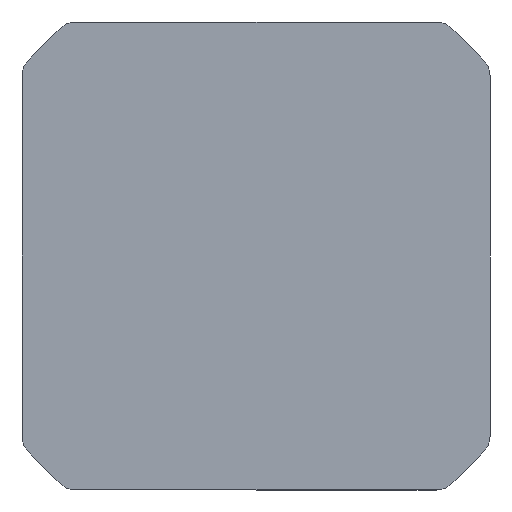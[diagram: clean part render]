
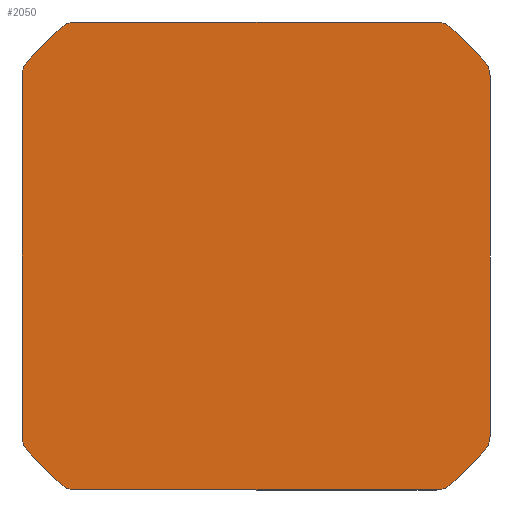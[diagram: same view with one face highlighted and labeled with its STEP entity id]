
A CAD part, front view. The second image highlights one B-rep face of the part: STEP entity #2050.
In plain terms, the highlighted planar face has unit normal (0, -1, 0).
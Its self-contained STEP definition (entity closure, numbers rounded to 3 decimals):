
#16 = AXIS2_PLACEMENT_3D ( 'NONE', #1192, #797, #1173 ) ;
#21 = CARTESIAN_POINT ( 'NONE',  ( -19., 0., 16.172 ) ) ;
#30 = EDGE_CURVE ( 'NONE', #81, #1418, #1370, .T. ) ;
#49 = DIRECTION ( 'NONE',  ( 0., 0., -1. ) ) ;
#52 = CARTESIAN_POINT ( 'NONE',  ( -21., 0., 16.172 ) ) ;
#81 = VERTEX_POINT ( 'NONE', #1484 ) ;
#92 = ORIENTED_EDGE ( 'NONE', *, *, #30, .F. ) ;
#110 = EDGE_CURVE ( 'NONE', #632, #407, #450, .T. ) ;
#119 = VECTOR ( 'NONE', #2124, 1000. ) ;
#138 = AXIS2_PLACEMENT_3D ( 'NONE', #2438, #1843, #2076 ) ;
#180 = DIRECTION ( 'NONE',  ( 0., 0., -1. ) ) ;
#187 = DIRECTION ( 'NONE',  ( 0., -1., 0. ) ) ;
#221 = VERTEX_POINT ( 'NONE', #835 ) ;
#222 = ORIENTED_EDGE ( 'NONE', *, *, #1918, .T. ) ;
#240 = ORIENTED_EDGE ( 'NONE', *, *, #110, .T. ) ;
#248 = EDGE_CURVE ( 'NONE', #632, #2019, #873, .T. ) ;
#250 = CARTESIAN_POINT ( 'NONE',  ( 17.586, 0., -20.414 ) ) ;
#301 = ORIENTED_EDGE ( 'NONE', *, *, #2331, .T. ) ;
#310 = ORIENTED_EDGE ( 'NONE', *, *, #597, .T. ) ;
#315 = LINE ( 'NONE', #1762, #834 ) ;
#333 = CARTESIAN_POINT ( 'NONE',  ( -20.414, 0., -17.586 ) ) ;
#375 = ORIENTED_EDGE ( 'NONE', *, *, #430, .F. ) ;
#390 = ORIENTED_EDGE ( 'NONE', *, *, #248, .F. ) ;
#397 = LINE ( 'NONE', #578, #119 ) ;
#407 = VERTEX_POINT ( 'NONE', #1909 ) ;
#430 = EDGE_CURVE ( 'NONE', #724, #2437, #1765, .T. ) ;
#437 = VERTEX_POINT ( 'NONE', #2135 ) ;
#450 = CIRCLE ( 'NONE', #16, 2. ) ;
#520 = DIRECTION ( 'NONE',  ( 0., 0., -1. ) ) ;
#534 = CIRCLE ( 'NONE', #1692, 2. ) ;
#567 = CARTESIAN_POINT ( 'NONE',  ( 20.414, 0., -17.586 ) ) ;
#578 = CARTESIAN_POINT ( 'NONE',  ( 21., 0., 21. ) ) ;
#587 = CARTESIAN_POINT ( 'NONE',  ( 19., 0., 16.172 ) ) ;
#597 = EDGE_CURVE ( 'NONE', #437, #1757, #1565, .T. ) ;
#614 = AXIS2_PLACEMENT_3D ( 'NONE', #587, #2295, #180 ) ;
#632 = VERTEX_POINT ( 'NONE', #762 ) ;
#701 = CARTESIAN_POINT ( 'NONE',  ( 19., 0., 19. ) ) ;
#722 = AXIS2_PLACEMENT_3D ( 'NONE', #1712, #1126, #1877 ) ;
#724 = VERTEX_POINT ( 'NONE', #995 ) ;
#755 = EDGE_CURVE ( 'NONE', #221, #1418, #1244, .T. ) ;
#762 = CARTESIAN_POINT ( 'NONE',  ( -16.172, 0., 21. ) ) ;
#797 = DIRECTION ( 'NONE',  ( 0., -1., 0. ) ) ;
#802 = ORIENTED_EDGE ( 'NONE', *, *, #949, .T. ) ;
#818 = EDGE_CURVE ( 'NONE', #1757, #1842, #1026, .T. ) ;
#826 = DIRECTION ( 'NONE',  ( 0., -1., 0. ) ) ;
#834 = VECTOR ( 'NONE', #1964, 1000. ) ;
#835 = CARTESIAN_POINT ( 'NONE',  ( -20.414, 0., 17.586 ) ) ;
#840 = VECTOR ( 'NONE', #1338, 1000. ) ;
#844 = CARTESIAN_POINT ( 'NONE',  ( 0., 0., 0. ) ) ;
#846 = EDGE_CURVE ( 'NONE', #999, #1802, #991, .T. ) ;
#868 = DIRECTION ( 'NONE',  ( 0., -1., 0. ) ) ;
#873 = LINE ( 'NONE', #1756, #1829 ) ;
#883 = ORIENTED_EDGE ( 'NONE', *, *, #1793, .T. ) ;
#894 = LINE ( 'NONE', #1475, #1047 ) ;
#898 = DIRECTION ( 'NONE',  ( 0., 0., 1. ) ) ;
#934 = DIRECTION ( 'NONE',  ( 0., -1., 0. ) ) ;
#949 = EDGE_CURVE ( 'NONE', #1848, #2437, #2384, .T. ) ;
#957 = CIRCLE ( 'NONE', #138, 2. ) ;
#975 = CARTESIAN_POINT ( 'NONE',  ( -17.586, 0., -20.414 ) ) ;
#991 = CIRCLE ( 'NONE', #1098, 2. ) ;
#995 = CARTESIAN_POINT ( 'NONE',  ( 16.172, 0., -21. ) ) ;
#999 = VERTEX_POINT ( 'NONE', #567 ) ;
#1026 = LINE ( 'NONE', #701, #840 ) ;
#1047 = VECTOR ( 'NONE', #2198, 1000. ) ;
#1049 = CARTESIAN_POINT ( 'NONE',  ( 16.172, 0., 21. ) ) ;
#1098 = AXIS2_PLACEMENT_3D ( 'NONE', #2410, #1636, #1482 ) ;
#1109 = DIRECTION ( 'NONE',  ( 0.707, 0., 0.707 ) ) ;
#1126 = DIRECTION ( 'NONE',  ( 0., -1., 0. ) ) ;
#1150 = CARTESIAN_POINT ( 'NONE',  ( -16.172, 0., -21. ) ) ;
#1173 = DIRECTION ( 'NONE',  ( 0., 0., -1. ) ) ;
#1192 = CARTESIAN_POINT ( 'NONE',  ( -16.172, 0., 19. ) ) ;
#1222 = AXIS2_PLACEMENT_3D ( 'NONE', #21, #826, #2347 ) ;
#1244 = CIRCLE ( 'NONE', #1222, 2. ) ;
#1290 = ORIENTED_EDGE ( 'NONE', *, *, #755, .T. ) ;
#1322 = ORIENTED_EDGE ( 'NONE', *, *, #1701, .T. ) ;
#1338 = DIRECTION ( 'NONE',  ( -0.707, 0., 0.707 ) ) ;
#1370 = LINE ( 'NONE', #2042, #1711 ) ;
#1418 = VERTEX_POINT ( 'NONE', #52 ) ;
#1467 = ORIENTED_EDGE ( 'NONE', *, *, #2089, .T. ) ;
#1475 = CARTESIAN_POINT ( 'NONE',  ( -19., 0., 19. ) ) ;
#1482 = DIRECTION ( 'NONE',  ( 0., 0., -1. ) ) ;
#1484 = CARTESIAN_POINT ( 'NONE',  ( -21., 0., -16.172 ) ) ;
#1495 = CARTESIAN_POINT ( 'NONE',  ( 17.586, 0., 20.414 ) ) ;
#1521 = CIRCLE ( 'NONE', #2190, 2. ) ;
#1565 = CIRCLE ( 'NONE', #614, 2. ) ;
#1589 = VECTOR ( 'NONE', #2083, 1000. ) ;
#1636 = DIRECTION ( 'NONE',  ( 0., -1., 0. ) ) ;
#1651 = CARTESIAN_POINT ( 'NONE',  ( 20.414, 0., 17.586 ) ) ;
#1668 = CARTESIAN_POINT ( 'NONE',  ( 16.172, 0., 19. ) ) ;
#1692 = AXIS2_PLACEMENT_3D ( 'NONE', #2118, #187, #1884 ) ;
#1701 = EDGE_CURVE ( 'NONE', #407, #221, #894, .T. ) ;
#1711 = VECTOR ( 'NONE', #898, 1000. ) ;
#1712 = CARTESIAN_POINT ( 'NONE',  ( -16.172, 0., -19. ) ) ;
#1732 = LINE ( 'NONE', #2037, #1758 ) ;
#1756 = CARTESIAN_POINT ( 'NONE',  ( -21., 0., 21. ) ) ;
#1757 = VERTEX_POINT ( 'NONE', #1651 ) ;
#1758 = VECTOR ( 'NONE', #1109, 1000. ) ;
#1762 = CARTESIAN_POINT ( 'NONE',  ( -19., 0., -19. ) ) ;
#1765 = LINE ( 'NONE', #1808, #1589 ) ;
#1771 = EDGE_LOOP ( 'NONE', ( #375, #883, #1467, #2290, #1776, #310, #2368, #301, #390, #240, #1322, #1290, #92, #2145, #222, #802 ) ) ;
#1776 = ORIENTED_EDGE ( 'NONE', *, *, #2466, .F. ) ;
#1793 = EDGE_CURVE ( 'NONE', #724, #2263, #957, .T. ) ;
#1802 = VERTEX_POINT ( 'NONE', #1861 ) ;
#1808 = CARTESIAN_POINT ( 'NONE',  ( -21., 0., -21. ) ) ;
#1829 = VECTOR ( 'NONE', #2154, 1000. ) ;
#1842 = VERTEX_POINT ( 'NONE', #1495 ) ;
#1843 = DIRECTION ( 'NONE',  ( 0., -1., 0. ) ) ;
#1848 = VERTEX_POINT ( 'NONE', #975 ) ;
#1861 = CARTESIAN_POINT ( 'NONE',  ( 21., 0., -16.172 ) ) ;
#1877 = DIRECTION ( 'NONE',  ( 0., 0., -1. ) ) ;
#1884 = DIRECTION ( 'NONE',  ( 0., 0., -1. ) ) ;
#1909 = CARTESIAN_POINT ( 'NONE',  ( -17.586, 0., 20.414 ) ) ;
#1918 = EDGE_CURVE ( 'NONE', #2166, #1848, #315, .T. ) ;
#1964 = DIRECTION ( 'NONE',  ( 0.707, 0., -0.707 ) ) ;
#2019 = VERTEX_POINT ( 'NONE', #1049 ) ;
#2037 = CARTESIAN_POINT ( 'NONE',  ( 19., 0., -19. ) ) ;
#2042 = CARTESIAN_POINT ( 'NONE',  ( -21., 0., 21. ) ) ;
#2050 = ADVANCED_FACE ( 'NONE', ( #2153 ), #2178, .T. ) ;
#2076 = DIRECTION ( 'NONE',  ( 0., 0., -1. ) ) ;
#2083 = DIRECTION ( 'NONE',  ( -1., 0., 0. ) ) ;
#2089 = EDGE_CURVE ( 'NONE', #2263, #999, #1732, .T. ) ;
#2118 = CARTESIAN_POINT ( 'NONE',  ( -19., 0., -16.172 ) ) ;
#2124 = DIRECTION ( 'NONE',  ( 0., 0., -1. ) ) ;
#2135 = CARTESIAN_POINT ( 'NONE',  ( 21., 0., 16.172 ) ) ;
#2145 = ORIENTED_EDGE ( 'NONE', *, *, #2181, .T. ) ;
#2153 = FACE_OUTER_BOUND ( 'NONE', #1771, .T. ) ;
#2154 = DIRECTION ( 'NONE',  ( 1., 0., 0. ) ) ;
#2166 = VERTEX_POINT ( 'NONE', #333 ) ;
#2178 = PLANE ( 'NONE',  #2447 ) ;
#2181 = EDGE_CURVE ( 'NONE', #81, #2166, #534, .T. ) ;
#2190 = AXIS2_PLACEMENT_3D ( 'NONE', #1668, #934, #520 ) ;
#2198 = DIRECTION ( 'NONE',  ( -0.707, 0., -0.707 ) ) ;
#2263 = VERTEX_POINT ( 'NONE', #250 ) ;
#2290 = ORIENTED_EDGE ( 'NONE', *, *, #846, .T. ) ;
#2295 = DIRECTION ( 'NONE',  ( 0., -1., 0. ) ) ;
#2331 = EDGE_CURVE ( 'NONE', #1842, #2019, #1521, .T. ) ;
#2347 = DIRECTION ( 'NONE',  ( 0., 0., -1. ) ) ;
#2368 = ORIENTED_EDGE ( 'NONE', *, *, #818, .T. ) ;
#2384 = CIRCLE ( 'NONE', #722, 2. ) ;
#2410 = CARTESIAN_POINT ( 'NONE',  ( 19., 0., -16.172 ) ) ;
#2437 = VERTEX_POINT ( 'NONE', #1150 ) ;
#2438 = CARTESIAN_POINT ( 'NONE',  ( 16.172, 0., -19. ) ) ;
#2447 = AXIS2_PLACEMENT_3D ( 'NONE', #844, #868, #49 ) ;
#2466 = EDGE_CURVE ( 'NONE', #437, #1802, #397, .T. ) ;
